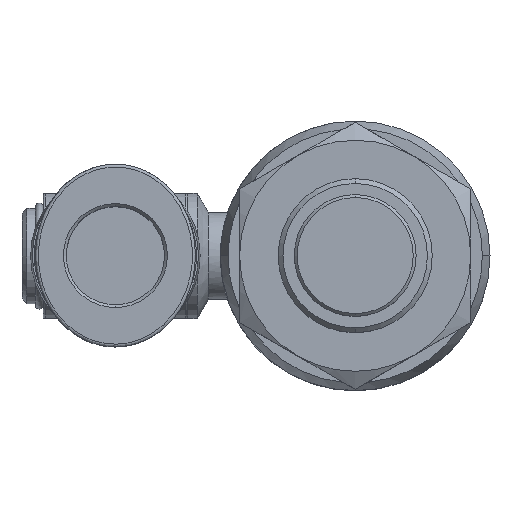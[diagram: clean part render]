
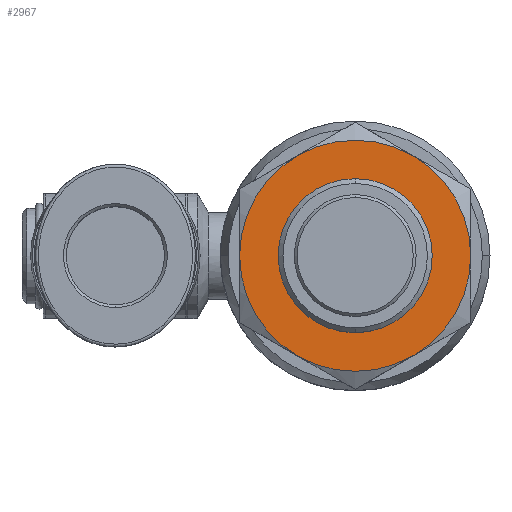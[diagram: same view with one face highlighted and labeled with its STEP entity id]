
A CAD part, top view. The second image highlights one B-rep face of the part: STEP entity #2967.
In plain terms, the highlighted face is planar.
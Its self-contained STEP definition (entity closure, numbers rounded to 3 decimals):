
#1677=CARTESIAN_POINT('',(24.831,9.212,24.9));
#1678=VERTEX_POINT('',#1677);
#1694=CARTESIAN_POINT('',(24.831,19.212,24.9));
#1695=VERTEX_POINT('',#1694);
#1702=CARTESIAN_POINT('',(24.831,14.212,24.9));
#1703=DIRECTION('',(1.0,0.0,0.0));
#1704=DIRECTION('',(0.0,-1.0,0.0));
#1705=AXIS2_PLACEMENT_3D('',#1702,#1703,#1704);
#1706=CIRCLE('',#1705,5.0);
#1707=EDGE_CURVE('',#1678,#1695,#1706,.T.);
#2472=CARTESIAN_POINT('',(24.831,14.212,24.9));
#2473=DIRECTION('',(1.0,0.0,0.0));
#2474=DIRECTION('',(0.0,-1.0,0.0));
#2475=AXIS2_PLACEMENT_3D('',#2472,#2473,#2474);
#2476=CIRCLE('',#2475,5.0);
#2477=EDGE_CURVE('',#1695,#1678,#2476,.T.);
#2537=CARTESIAN_POINT('',(24.831,3.82,18.9));
#2538=VERTEX_POINT('',#2537);
#2552=CARTESIAN_POINT('',(24.831,3.82,30.9));
#2553=VERTEX_POINT('',#2552);
#2567=CARTESIAN_POINT('',(24.831,14.212,24.9));
#2568=DIRECTION('',(-1.0,0.0,0.0));
#2569=DIRECTION('',(0.0,1.0,0.0));
#2570=AXIS2_PLACEMENT_3D('',#2567,#2568,#2569);
#2571=CIRCLE('',#2570,12.);
#2572=EDGE_CURVE('',#2538,#2553,#2571,.T.);
#2584=CARTESIAN_POINT('',(24.831,14.212,12.9));
#2585=VERTEX_POINT('',#2584);
#2612=CARTESIAN_POINT('',(24.831,14.212,24.9));
#2613=DIRECTION('',(-1.0,0.0,0.0));
#2614=DIRECTION('',(0.0,1.0,0.0));
#2615=AXIS2_PLACEMENT_3D('',#2612,#2613,#2614);
#2616=CIRCLE('',#2615,12.);
#2617=EDGE_CURVE('',#2585,#2538,#2616,.T.);
#2629=CARTESIAN_POINT('',(24.831,24.605,18.9));
#2630=VERTEX_POINT('',#2629);
#2657=CARTESIAN_POINT('',(24.831,14.212,24.9));
#2658=DIRECTION('',(-1.0,0.0,0.0));
#2659=DIRECTION('',(0.0,1.0,0.0));
#2660=AXIS2_PLACEMENT_3D('',#2657,#2658,#2659);
#2661=CIRCLE('',#2660,12.);
#2662=EDGE_CURVE('',#2630,#2585,#2661,.T.);
#2687=CARTESIAN_POINT('',(24.831,24.605,30.9));
#2688=VERTEX_POINT('',#2687);
#2689=CARTESIAN_POINT('',(24.831,14.212,24.9));
#2690=DIRECTION('',(-1.0,0.0,0.0));
#2691=DIRECTION('',(0.0,1.0,0.0));
#2692=AXIS2_PLACEMENT_3D('',#2689,#2690,#2691);
#2693=CIRCLE('',#2692,12.);
#2694=EDGE_CURVE('',#2688,#2630,#2693,.T.);
#2732=CARTESIAN_POINT('',(24.831,14.212,36.9));
#2733=VERTEX_POINT('',#2732);
#2734=CARTESIAN_POINT('',(24.831,14.212,24.9));
#2735=DIRECTION('',(-1.0,0.0,0.0));
#2736=DIRECTION('',(0.0,1.0,0.0));
#2737=AXIS2_PLACEMENT_3D('',#2734,#2735,#2736);
#2738=CIRCLE('',#2737,12.);
#2739=EDGE_CURVE('',#2733,#2688,#2738,.T.);
#2777=CARTESIAN_POINT('',(24.831,14.212,24.9));
#2778=DIRECTION('',(-1.0,0.0,0.0));
#2779=DIRECTION('',(0.0,1.0,0.0));
#2780=AXIS2_PLACEMENT_3D('',#2777,#2778,#2779);
#2781=CIRCLE('',#2780,12.);
#2782=EDGE_CURVE('',#2553,#2733,#2781,.T.);
#2950=CARTESIAN_POINT('',(24.831,14.212,24.9));
#2951=DIRECTION('',(-1.0,0.0,0.0));
#2952=DIRECTION('',(0.0,-1.0,0.0));
#2953=AXIS2_PLACEMENT_3D('',#2950,#2951,#2952);
#2954=PLANE('',#2953);
#2955=ORIENTED_EDGE('',*,*,#2782,.T.);
#2956=ORIENTED_EDGE('',*,*,#2739,.T.);
#2957=ORIENTED_EDGE('',*,*,#2694,.T.);
#2958=ORIENTED_EDGE('',*,*,#2662,.T.);
#2959=ORIENTED_EDGE('',*,*,#2617,.T.);
#2960=ORIENTED_EDGE('',*,*,#2572,.T.);
#2961=EDGE_LOOP('',(#2955,#2956,#2957,#2958,#2959,#2960));
#2962=FACE_OUTER_BOUND('',#2961,.T.);
#2963=ORIENTED_EDGE('',*,*,#1707,.T.);
#2964=ORIENTED_EDGE('',*,*,#2477,.T.);
#2965=EDGE_LOOP('',(#2963,#2964));
#2966=FACE_BOUND('',#2965,.T.);
#2967=ADVANCED_FACE('',(#2962,#2966),#2954,.T.);
